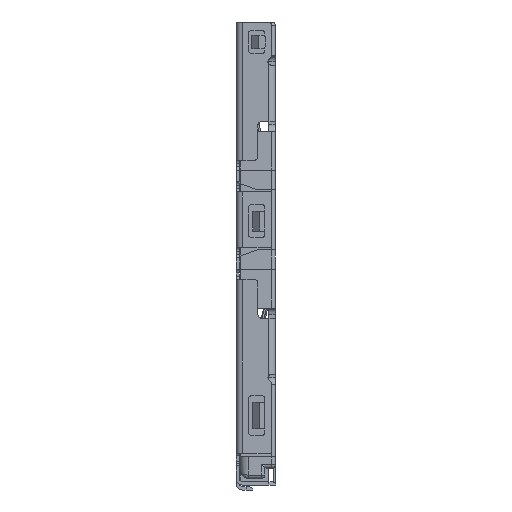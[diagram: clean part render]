
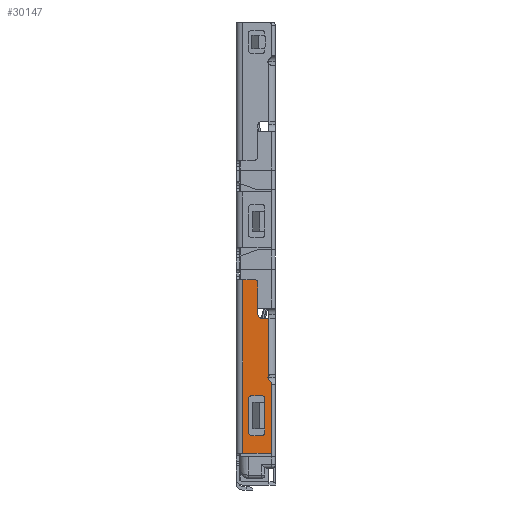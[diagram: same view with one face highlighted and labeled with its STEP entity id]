
A CAD part, left-side view. The second image highlights one B-rep face of the part: STEP entity #30147.
In plain terms, the highlighted planar face has unit normal (-1, 0, 0).
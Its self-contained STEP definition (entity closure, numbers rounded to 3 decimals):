
#8025=DIRECTION('',(0.,0.,1.));
#8026=VECTOR('',#8025,0.8);
#8027=CARTESIAN_POINT('',(-6.65,0.11,-12.26));
#8028=LINE('',#8027,#8026);
#8313=DIRECTION('',(0.,0.,-1.));
#8314=VECTOR('',#8313,0.1);
#8315=CARTESIAN_POINT('',(-6.65,0.11,-11.36));
#8316=LINE('',#8315,#8314);
#8317=CARTESIAN_POINT('',(-6.65,0.21,-11.36));
#8318=DIRECTION('',(1.,0.,0.));
#8319=DIRECTION('',(0.,0.,1.));
#8320=AXIS2_PLACEMENT_3D('',#8317,#8318,#8319);
#8322=DIRECTION('',(0.,-1.,0.));
#8323=VECTOR('',#8322,0.3);
#8324=CARTESIAN_POINT('',(-6.65,0.51,-11.26));
#8325=LINE('',#8324,#8323);
#8326=CARTESIAN_POINT('',(-6.65,0.51,-11.36));
#8327=DIRECTION('',(1.,0.,0.));
#8328=DIRECTION('',(0.,1.,0.));
#8329=AXIS2_PLACEMENT_3D('',#8326,#8327,#8328);
#8331=DIRECTION('',(0.,0.,1.));
#8332=VECTOR('',#8331,1.);
#8333=CARTESIAN_POINT('',(-6.65,0.61,-12.36));
#8334=LINE('',#8333,#8332);
#8335=CARTESIAN_POINT('',(-6.65,0.51,-12.36));
#8336=DIRECTION('',(1.,0.,0.));
#8337=DIRECTION('',(0.,0.,-1.));
#8338=AXIS2_PLACEMENT_3D('',#8335,#8336,#8337);
#8340=DIRECTION('',(0.,1.,0.));
#8341=VECTOR('',#8340,0.3);
#8342=CARTESIAN_POINT('',(-6.65,0.21,-12.46));
#8343=LINE('',#8342,#8341);
#8344=CARTESIAN_POINT('',(-6.65,0.21,-12.36));
#8345=DIRECTION('',(1.,0.,0.));
#8346=DIRECTION('',(0.,-1.,0.));
#8347=AXIS2_PLACEMENT_3D('',#8344,#8345,#8346);
#8349=DIRECTION('',(0.,0.,-1.));
#8350=VECTOR('',#8349,0.1);
#8351=CARTESIAN_POINT('',(-6.65,0.11,-12.26));
#8352=LINE('',#8351,#8350);
#8433=DIRECTION('',(0.,0.,-1.));
#8434=VECTOR('',#8433,5.24);
#8435=CARTESIAN_POINT('',(-6.65,0.78,-7.76));
#8436=LINE('',#8435,#8434);
#8437=CARTESIAN_POINT('',(-6.65,0.42,-7.86));
#8438=DIRECTION('',(-1.,0.,0.));
#8439=DIRECTION('',(0.,-1.,0.));
#8440=AXIS2_PLACEMENT_3D('',#8437,#8438,#8439);
#8442=DIRECTION('',(0.,0.,1.));
#8443=VECTOR('',#8442,0.96);
#8444=CARTESIAN_POINT('',(-6.65,0.32,-8.82));
#8445=LINE('',#8444,#8443);
#8446=CARTESIAN_POINT('',(-6.65,0.22,-8.82));
#8447=DIRECTION('',(1.,0.,0.));
#8448=DIRECTION('',(0.,0.,-1.));
#8449=AXIS2_PLACEMENT_3D('',#8446,#8447,#8448);
#8451=DIRECTION('',(0.,1.,0.));
#8452=VECTOR('',#8451,0.23);
#8453=CARTESIAN_POINT('',(-6.65,-0.01,-8.92));
#8454=LINE('',#8453,#8452);
#8455=DIRECTION('',(0.,0.,1.));
#8456=VECTOR('',#8455,1.729);
#8457=CARTESIAN_POINT('',(-6.65,-0.01,-10.649));
#8458=LINE('',#8457,#8456);
#8459=CARTESIAN_POINT('',(-6.65,-0.08,-10.72));
#8460=DIRECTION('',(1.,0.,0.));
#8461=DIRECTION('',(0.,0.5,-0.866));
#8462=AXIS2_PLACEMENT_3D('',#8459,#8460,#8461);
#8464=CARTESIAN_POINT('',(-6.65,0.02,-10.893));
#8465=DIRECTION('',(-1.,0.,0.));
#8466=DIRECTION('',(0.,-1.,0.));
#8467=AXIS2_PLACEMENT_3D('',#8464,#8465,#8466);
#8469=DIRECTION('',(0.,0.,1.));
#8470=VECTOR('',#8469,2.107);
#8471=CARTESIAN_POINT('',(-6.65,-0.08,-13.));
#8472=LINE('',#8471,#8470);
#12263=DIRECTION('',(0.,1.,0.));
#12264=VECTOR('',#12263,0.36);
#12265=CARTESIAN_POINT('',(-6.65,0.42,-7.76));
#12266=LINE('',#12265,#12264);
#12628=DIRECTION('',(0.,-1.,0.));
#12629=VECTOR('',#12628,0.86);
#12630=CARTESIAN_POINT('',(-6.65,0.78,-13.));
#12631=LINE('',#12630,#12629);
#15102=CARTESIAN_POINT('',(-6.65,0.51,-11.26));
#15103=CARTESIAN_POINT('',(-6.65,0.21,-11.26));
#15104=VERTEX_POINT('',#15102);
#15105=VERTEX_POINT('',#15103);
#15106=CARTESIAN_POINT('',(-6.65,0.61,-12.36));
#15107=CARTESIAN_POINT('',(-6.65,0.61,-11.36));
#15108=VERTEX_POINT('',#15106);
#15109=VERTEX_POINT('',#15107);
#15150=CARTESIAN_POINT('',(-6.65,0.11,-12.26));
#15151=VERTEX_POINT('',#15150);
#15152=CARTESIAN_POINT('',(-6.65,0.11,-11.46));
#15153=VERTEX_POINT('',#15152);
#15166=CARTESIAN_POINT('',(-6.65,0.11,-11.36));
#15167=VERTEX_POINT('',#15166);
#15168=CARTESIAN_POINT('',(-6.65,0.11,-12.36));
#15169=VERTEX_POINT('',#15168);
#15190=CARTESIAN_POINT('',(-6.65,0.32,-8.82));
#15191=CARTESIAN_POINT('',(-6.65,0.32,-7.86));
#15192=VERTEX_POINT('',#15190);
#15193=VERTEX_POINT('',#15191);
#15760=CARTESIAN_POINT('',(-6.65,0.22,-8.92));
#15761=VERTEX_POINT('',#15760);
#15762=CARTESIAN_POINT('',(-6.65,0.42,-7.76));
#15763=VERTEX_POINT('',#15762);
#15772=CARTESIAN_POINT('',(-6.65,0.21,-12.46));
#15773=VERTEX_POINT('',#15772);
#15774=CARTESIAN_POINT('',(-6.65,0.51,-12.46));
#15775=VERTEX_POINT('',#15774);
#16348=CARTESIAN_POINT('',(-6.65,0.78,-7.76));
#16349=CARTESIAN_POINT('',(-6.65,0.78,-13.));
#16350=VERTEX_POINT('',#16348);
#16351=VERTEX_POINT('',#16349);
#16392=CARTESIAN_POINT('',(-6.65,-0.08,-13.));
#16393=VERTEX_POINT('',#16392);
#16422=CARTESIAN_POINT('',(-6.65,-0.01,-8.92));
#16424=VERTEX_POINT('',#16422);
#16430=CARTESIAN_POINT('',(-6.65,-0.01,-10.649));
#16431=VERTEX_POINT('',#16430);
#16662=CARTESIAN_POINT('',(-6.65,-0.08,-10.893));
#16663=VERTEX_POINT('',#16662);
#16664=CARTESIAN_POINT('',(-6.65,-0.03,-10.807));
#16665=VERTEX_POINT('',#16664);
#30097=CARTESIAN_POINT('',(-6.65,0.98,0.));
#30098=DIRECTION('',(-1.,0.,0.));
#30099=DIRECTION('',(0.,-1.,0.));
#30100=AXIS2_PLACEMENT_3D('',#30097,#30098,#30099);
#30101=PLANE('',#30100);
#30103=ORIENTED_EDGE('',*,*,#30102,.F.);
#30105=ORIENTED_EDGE('',*,*,#30104,.F.);
#30107=ORIENTED_EDGE('',*,*,#30106,.F.);
#30109=ORIENTED_EDGE('',*,*,#30108,.F.);
#30111=ORIENTED_EDGE('',*,*,#30110,.F.);
#30113=ORIENTED_EDGE('',*,*,#30112,.F.);
#30115=ORIENTED_EDGE('',*,*,#30114,.F.);
#30117=ORIENTED_EDGE('',*,*,#30116,.F.);
#30119=ORIENTED_EDGE('',*,*,#30118,.F.);
#30121=ORIENTED_EDGE('',*,*,#30120,.F.);
#30123=ORIENTED_EDGE('',*,*,#30122,.F.);
#30124=EDGE_LOOP('',(#30103,#30105,#30107,#30109,#30111,#30113,#30115,#30117,
#30119,#30121,#30123));
#30125=FACE_OUTER_BOUND('',#30124,.F.);
#30127=ORIENTED_EDGE('',*,*,#30126,.F.);
#30129=ORIENTED_EDGE('',*,*,#30128,.F.);
#30131=ORIENTED_EDGE('',*,*,#30130,.F.);
#30133=ORIENTED_EDGE('',*,*,#30132,.F.);
#30135=ORIENTED_EDGE('',*,*,#30134,.F.);
#30137=ORIENTED_EDGE('',*,*,#30136,.F.);
#30139=ORIENTED_EDGE('',*,*,#30138,.F.);
#30141=ORIENTED_EDGE('',*,*,#30140,.F.);
#30143=ORIENTED_EDGE('',*,*,#30142,.F.);
#30144=ORIENTED_EDGE('',*,*,#29895,.T.);
#30145=EDGE_LOOP('',(#30127,#30129,#30131,#30133,#30135,#30137,#30139,#30141,
#30143,#30144));
#30146=FACE_BOUND('',#30145,.F.);
#8321=CIRCLE('',#8320,0.1);
#8330=CIRCLE('',#8329,0.1);
#8339=CIRCLE('',#8338,0.1);
#8348=CIRCLE('',#8347,0.1);
#8441=CIRCLE('',#8440,0.1);
#8450=CIRCLE('',#8449,0.1);
#8463=CIRCLE('',#8462,0.1);
#8468=CIRCLE('',#8467,0.1);
#29895=EDGE_CURVE('',#15151,#15153,#8028,.T.);
#30102=EDGE_CURVE('',#16350,#16351,#8436,.T.);
#30104=EDGE_CURVE('',#15763,#16350,#12266,.T.);
#30106=EDGE_CURVE('',#15193,#15763,#8441,.T.);
#30108=EDGE_CURVE('',#15192,#15193,#8445,.T.);
#30110=EDGE_CURVE('',#15761,#15192,#8450,.T.);
#30112=EDGE_CURVE('',#16424,#15761,#8454,.T.);
#30114=EDGE_CURVE('',#16431,#16424,#8458,.T.);
#30116=EDGE_CURVE('',#16665,#16431,#8463,.T.);
#30118=EDGE_CURVE('',#16663,#16665,#8468,.T.);
#30120=EDGE_CURVE('',#16393,#16663,#8472,.T.);
#30122=EDGE_CURVE('',#16351,#16393,#12631,.T.);
#30126=EDGE_CURVE('',#15167,#15153,#8316,.T.);
#30128=EDGE_CURVE('',#15105,#15167,#8321,.T.);
#30130=EDGE_CURVE('',#15104,#15105,#8325,.T.);
#30132=EDGE_CURVE('',#15109,#15104,#8330,.T.);
#30134=EDGE_CURVE('',#15108,#15109,#8334,.T.);
#30136=EDGE_CURVE('',#15775,#15108,#8339,.T.);
#30138=EDGE_CURVE('',#15773,#15775,#8343,.T.);
#30140=EDGE_CURVE('',#15169,#15773,#8348,.T.);
#30142=EDGE_CURVE('',#15151,#15169,#8352,.T.);
#30147=ADVANCED_FACE('',(#30125,#30146),#30101,.T.);
